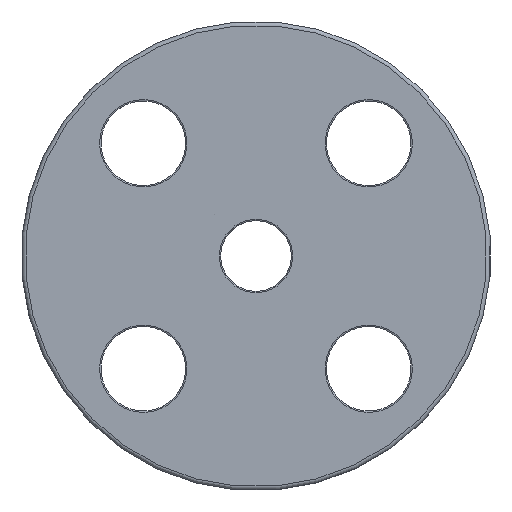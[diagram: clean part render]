
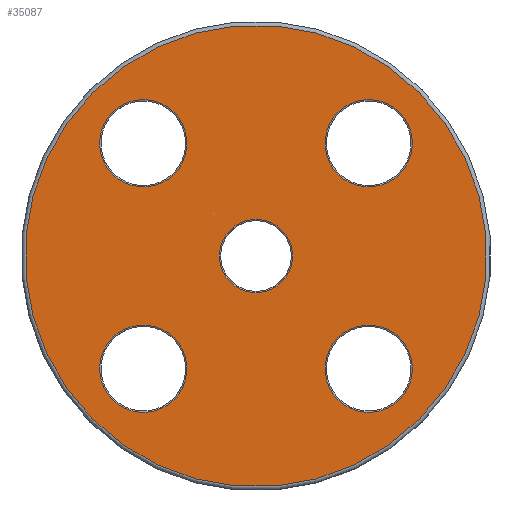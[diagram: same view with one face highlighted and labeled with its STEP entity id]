
A CAD part, front view. The second image highlights one B-rep face of the part: STEP entity #35087.
In plain terms, the highlighted planar face has unit normal (0, -1, 0).
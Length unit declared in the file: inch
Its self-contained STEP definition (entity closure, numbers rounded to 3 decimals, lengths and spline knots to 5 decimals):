
#34981=CARTESIAN_POINT('',(-1.21622,-2.005,1.21622));
#34982=VERTEX_POINT('',#34981);
#34983=CARTESIAN_POINT('',(0.,-2.005,0.));
#34984=DIRECTION('',(0.,1.0,0.));
#34985=DIRECTION('',(0.707,0.,-0.707));
#34986=AXIS2_PLACEMENT_3D('',#34983,#34984,#34985);
#34987=CIRCLE('',#34986,1.72);
#34988=EDGE_CURVE('',#34982,#34982,#34987,.T.);
#35024=CARTESIAN_POINT('',(-0.7117,-2.005,0.7117));
#35025=DIRECTION('',(0.0,-1.0,0.0));
#35026=DIRECTION('',(0.707,0.0,0.707));
#35027=AXIS2_PLACEMENT_3D('',#35024,#35025,#35026);
#35028=PLANE('',#35027);
#35029=ORIENTED_EDGE('',*,*,#34988,.F.);
#35030=EDGE_LOOP('',(#35029));
#35031=FACE_OUTER_BOUND('',#35030,.T.);
#35032=CARTESIAN_POINT('',(0.60988,-2.005,1.0695));
#35033=VERTEX_POINT('',#35032);
#35034=CARTESIAN_POINT('',(0.83969,-2.005,0.83969));
#35035=DIRECTION('',(0.,-1.0,0.));
#35036=DIRECTION('',(0.707,0.,-0.707));
#35037=AXIS2_PLACEMENT_3D('',#35034,#35035,#35036);
#35038=CIRCLE('',#35037,0.325);
#35039=EDGE_CURVE('',#35033,#35033,#35038,.T.);
#35040=ORIENTED_EDGE('',*,*,#35039,.F.);
#35041=EDGE_LOOP('',(#35040));
#35042=FACE_BOUND('',#35041,.T.);
#35043=CARTESIAN_POINT('',(1.0695,-2.005,-0.60988));
#35044=VERTEX_POINT('',#35043);
#35045=CARTESIAN_POINT('',(0.83969,-2.005,-0.83969));
#35046=DIRECTION('',(0.,-1.0,0.));
#35047=DIRECTION('',(-0.707,0.,-0.707));
#35048=AXIS2_PLACEMENT_3D('',#35045,#35046,#35047);
#35049=CIRCLE('',#35048,0.325);
#35050=EDGE_CURVE('',#35044,#35044,#35049,.T.);
#35051=ORIENTED_EDGE('',*,*,#35050,.F.);
#35052=EDGE_LOOP('',(#35051));
#35053=FACE_BOUND('',#35052,.T.);
#35054=CARTESIAN_POINT('',(-0.60988,-2.005,-1.0695));
#35055=VERTEX_POINT('',#35054);
#35056=CARTESIAN_POINT('',(-0.83969,-2.005,-0.83969));
#35057=DIRECTION('',(0.,-1.0,0.));
#35058=DIRECTION('',(-0.707,0.,0.707));
#35059=AXIS2_PLACEMENT_3D('',#35056,#35057,#35058);
#35060=CIRCLE('',#35059,0.325);
#35061=EDGE_CURVE('',#35055,#35055,#35060,.T.);
#35062=ORIENTED_EDGE('',*,*,#35061,.F.);
#35063=EDGE_LOOP('',(#35062));
#35064=FACE_BOUND('',#35063,.T.);
#35065=CARTESIAN_POINT('',(-0.19304,-2.005,0.19304));
#35066=VERTEX_POINT('',#35065);
#35067=CARTESIAN_POINT('',(0.,-2.005,0.));
#35068=DIRECTION('',(0.,-1.0,0.));
#35069=DIRECTION('',(0.707,0.,-0.707));
#35070=AXIS2_PLACEMENT_3D('',#35067,#35068,#35069);
#35071=CIRCLE('',#35070,0.273);
#35072=EDGE_CURVE('',#35066,#35066,#35071,.T.);
#35073=ORIENTED_EDGE('',*,*,#35072,.F.);
#35074=EDGE_LOOP('',(#35073));
#35075=FACE_BOUND('',#35074,.T.);
#35076=CARTESIAN_POINT('',(-1.0695,-2.005,0.60988));
#35077=VERTEX_POINT('',#35076);
#35078=CARTESIAN_POINT('',(-0.83969,-2.005,0.83969));
#35079=DIRECTION('',(0.,-1.0,0.));
#35080=DIRECTION('',(0.707,0.,0.707));
#35081=AXIS2_PLACEMENT_3D('',#35078,#35079,#35080);
#35082=CIRCLE('',#35081,0.325);
#35083=EDGE_CURVE('',#35077,#35077,#35082,.T.);
#35084=ORIENTED_EDGE('',*,*,#35083,.F.);
#35085=EDGE_LOOP('',(#35084));
#35086=FACE_BOUND('',#35085,.T.);
#35087=ADVANCED_FACE('',(#35031,#35042,#35053,#35064,#35075,#35086),#35028,.T.);
